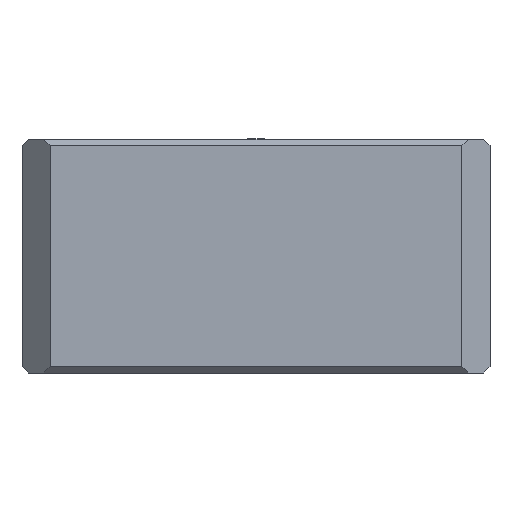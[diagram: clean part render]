
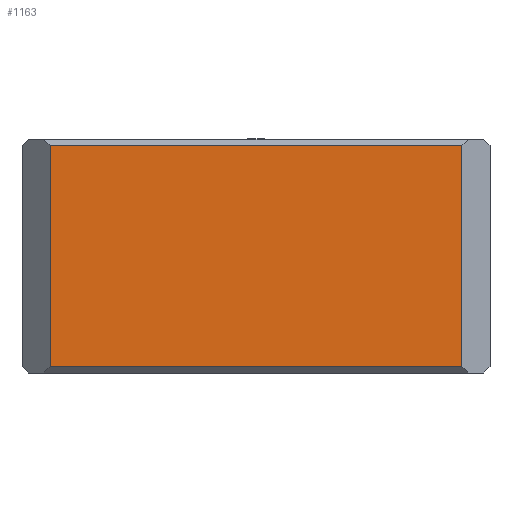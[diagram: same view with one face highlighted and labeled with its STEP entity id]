
A CAD part, front view. The second image highlights one B-rep face of the part: STEP entity #1163.
In plain terms, the highlighted planar face has unit normal (0, -1, 0).
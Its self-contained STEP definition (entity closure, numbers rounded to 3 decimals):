
#941=CARTESIAN_POINT('',(-1.41,-1.5,0.02));
#942=VERTEX_POINT('',#941);
#959=CARTESIAN_POINT('',(-0.09,-1.5,0.02));
#960=VERTEX_POINT('',#959);
#967=CARTESIAN_POINT('',(-0.09,-1.5,0.02));
#968=DIRECTION('',(-1.0,0.0,0.0));
#969=VECTOR('',#968,1.32);
#970=LINE('',#967,#969);
#971=EDGE_CURVE('',#960,#942,#970,.T.);
#1034=CARTESIAN_POINT('',(-1.41,-1.5,0.73));
#1035=VERTEX_POINT('',#1034);
#1036=CARTESIAN_POINT('',(-1.41,-1.5,0.02));
#1037=DIRECTION('',(0.0,0.0,1.0));
#1038=VECTOR('',#1037,0.71);
#1039=LINE('',#1036,#1038);
#1040=EDGE_CURVE('',#942,#1035,#1039,.T.);
#1129=CARTESIAN_POINT('',(-0.09,-1.5,0.73));
#1130=VERTEX_POINT('',#1129);
#1131=CARTESIAN_POINT('',(-1.41,-1.5,0.73));
#1132=DIRECTION('',(1.0,0.0,0.0));
#1133=VECTOR('',#1132,1.32);
#1134=LINE('',#1131,#1133);
#1135=EDGE_CURVE('',#1035,#1130,#1134,.T.);
#1147=CARTESIAN_POINT('',(0.,-1.5,0.0));
#1148=DIRECTION('',(0.0,-1.0,0.0));
#1149=DIRECTION('',(0.0,0.0,1.0));
#1150=AXIS2_PLACEMENT_3D('',#1147,#1148,#1149);
#1151=PLANE('',#1150);
#1152=ORIENTED_EDGE('',*,*,#971,.F.);
#1153=CARTESIAN_POINT('',(-0.09,-1.5,0.73));
#1154=DIRECTION('',(0.0,0.0,-1.0));
#1155=VECTOR('',#1154,0.71);
#1156=LINE('',#1153,#1155);
#1157=EDGE_CURVE('',#1130,#960,#1156,.T.);
#1158=ORIENTED_EDGE('',*,*,#1157,.F.);
#1159=ORIENTED_EDGE('',*,*,#1135,.F.);
#1160=ORIENTED_EDGE('',*,*,#1040,.F.);
#1161=EDGE_LOOP('',(#1152,#1158,#1159,#1160));
#1162=FACE_OUTER_BOUND('',#1161,.T.);
#1163=ADVANCED_FACE('',(#1162),#1151,.T.);
